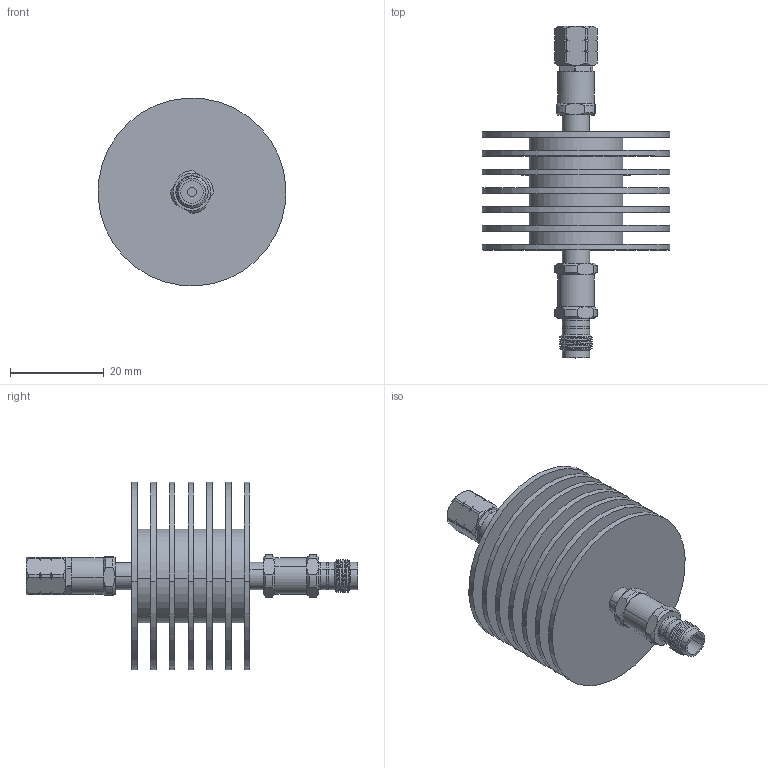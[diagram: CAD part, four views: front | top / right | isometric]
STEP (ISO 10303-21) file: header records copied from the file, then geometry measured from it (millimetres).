
FILE_DESCRIPTION (( 'STEP AP214' ), '1' );
FILE_NAME ('CA-V-9-2_ Defeatured.STEP', '2024-09-23T23:08:48', ( '' ), ( '' ), 'SwSTEP 2.0', 'SolidWorks 2021', '' );
FILE_SCHEMA (( 'AUTOMOTIVE_DESIGN' ));
Length unit declared in the file: inch
Products named in the file (1): CA-V-9-2_ Defeatured
Bounding box: 39.94 x 70.7 x 39.94 mm (x, y, z)
Volume: 17628.3 mm3; surface area: 17589.6 mm2
Topology: 2 solids, 2 shells, 280 faces, 662 edges, 423 vertices
Faces by surface type: cylinder 125, plane 81, cone 70, bspline 4
Entity records: 14030 total; most frequent: CARTESIAN_POINT 4085, DIRECTION 1335, ORIENTED_EDGE 1324, EDGE_CURVE 662, AXIS2_PLACEMENT_3D 567, VERTEX_POINT 423, EDGE_LOOP 317, CIRCLE 290
